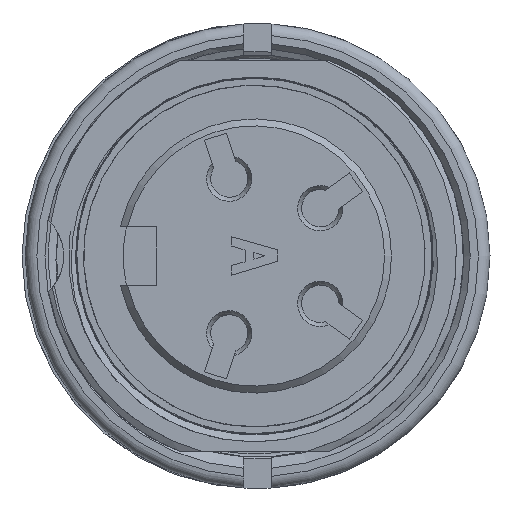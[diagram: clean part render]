
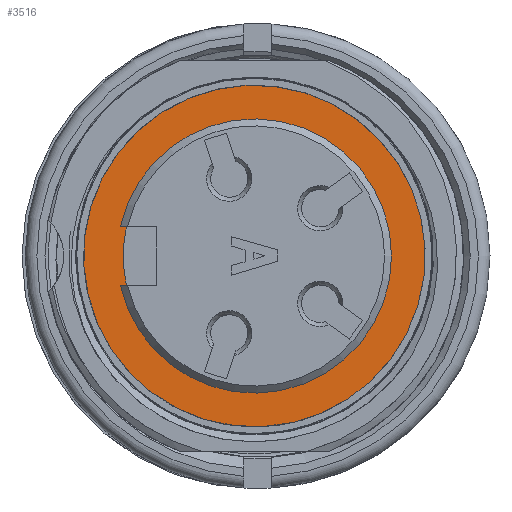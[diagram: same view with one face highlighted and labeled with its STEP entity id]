
A CAD part, front view. The second image highlights one B-rep face of the part: STEP entity #3516.
In plain terms, the highlighted planar face has unit normal (0, -1, 0).
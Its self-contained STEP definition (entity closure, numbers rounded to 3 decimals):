
#2332=LINE('',#13383,#2981);
#2334=LINE('',#13389,#2983);
#2981=VECTOR('',#10261,1.);
#2983=VECTOR('',#10269,1.);
#3516=ADVANCED_FACE('',(#3886,#3887),#3805,.T.);
#3805=PLANE('',#8998);
#3886=FACE_BOUND('',#4248,.T.);
#3887=FACE_BOUND('',#4249,.T.);
#4248=EDGE_LOOP('',(#5910,#5911,#5912,#5913));
#4249=EDGE_LOOP('',(#5914));
#5910=ORIENTED_EDGE('',*,*,#8177,.F.);
#5911=ORIENTED_EDGE('',*,*,#8176,.T.);
#5912=ORIENTED_EDGE('',*,*,#8174,.F.);
#5913=ORIENTED_EDGE('',*,*,#8170,.T.);
#5914=ORIENTED_EDGE('',*,*,#8178,.T.);
#7157=VERTEX_POINT('',#13376);
#7158=VERTEX_POINT('',#13377);
#7159=VERTEX_POINT('',#13382);
#7160=VERTEX_POINT('',#13386);
#7161=VERTEX_POINT('',#13392);
#8170=EDGE_CURVE('',#7157,#7158,#8652,.T.);
#8174=EDGE_CURVE('',#7157,#7159,#2332,.T.);
#8176=EDGE_CURVE('',#7160,#7159,#8653,.T.);
#8177=EDGE_CURVE('',#7160,#7158,#2334,.T.);
#8178=EDGE_CURVE('',#7161,#7161,#8654,.T.);
#8652=CIRCLE('',#8991,5.9);
#8653=CIRCLE('',#8994,5.65);
#8654=CIRCLE('',#8997,7.35);
#8991=AXIS2_PLACEMENT_3D('',#13375,#10254,#10255);
#8994=AXIS2_PLACEMENT_3D('',#13387,#10265,#10266);
#8997=AXIS2_PLACEMENT_3D('',#13391,#10272,#10273);
#8998=AXIS2_PLACEMENT_3D('',#13393,#10274,#10275);
#10254=DIRECTION('',(0.,1.,0.));
#10255=DIRECTION('',(0.,0.,-1.));
#10261=DIRECTION('',(1.,0.,0.));
#10265=DIRECTION('',(0.,1.,0.));
#10266=DIRECTION('',(0.547,0.,-0.837));
#10269=DIRECTION('',(-1.,0.,0.));
#10272=DIRECTION('',(0.,-1.,0.));
#10273=DIRECTION('',(0.547,0.,-0.837));
#10274=DIRECTION('',(0.,-1.,0.));
#10275=DIRECTION('',(0.837,0.,0.547));
#13375=CARTESIAN_POINT('',(0.458,-17.756,-0.001));
#13376=CARTESIAN_POINT('',(-5.308,-17.756,1.249));
#13377=CARTESIAN_POINT('',(-5.308,-17.756,-1.251));
#13382=CARTESIAN_POINT('',(-5.052,-17.756,1.249));
#13383=CARTESIAN_POINT('',(0.458,-17.756,1.249));
#13386=CARTESIAN_POINT('',(-5.052,-17.756,-1.251));
#13387=CARTESIAN_POINT('',(0.458,-17.756,-0.001));
#13389=CARTESIAN_POINT('',(0.458,-17.756,-1.251));
#13391=CARTESIAN_POINT('',(0.458,-17.756,-0.001));
#13392=CARTESIAN_POINT('',(4.478,-17.756,-6.154));
#13393=CARTESIAN_POINT('',(0.458,-17.756,-0.001));
